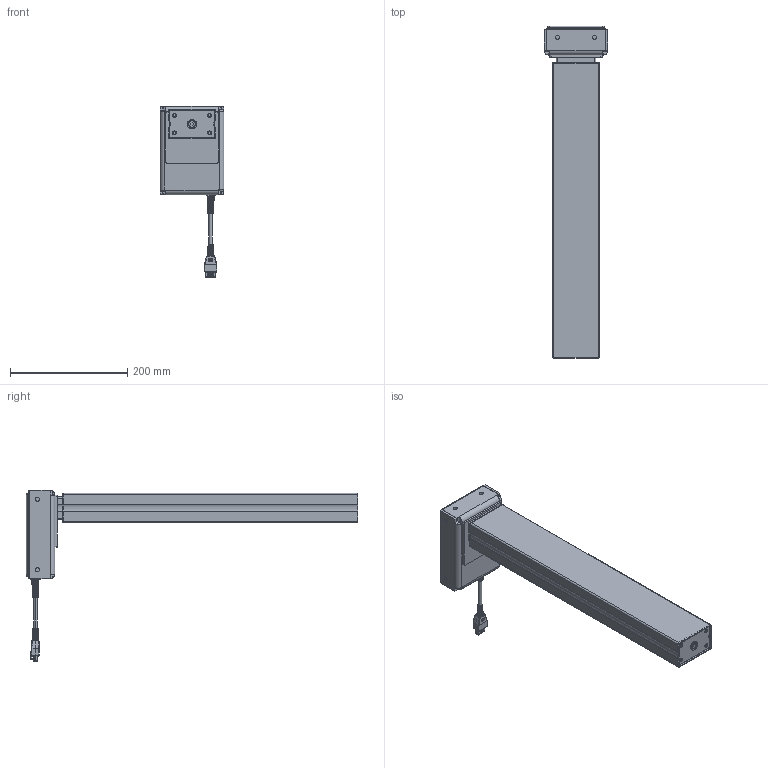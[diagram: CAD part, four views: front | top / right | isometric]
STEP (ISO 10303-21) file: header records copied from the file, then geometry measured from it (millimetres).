
FILE_DESCRIPTION (( 'STEP AP203' ), '1' );
FILE_NAME ('DD 21.STEP', '2017-06-30T08:47:35', ( 'admin' ), ( 'Hewlett-Packard Company' ), 'SwSTEP 2.0', 'SolidWorks 2016', '' );
FILE_SCHEMA (( 'CONFIG_CONTROL_DESIGN' ));
Length unit declared in the file: millimetre
Products named in the file (1): DD 21
Bounding box: 108.6 x 565.25 x 291.41 mm (x, y, z)
Volume: 2832176.3 mm3; surface area: 202554 mm2
Topology: 1 solids, 1 shells, 1079 faces, 2704 edges, 1724 vertices
Faces by surface type: plane 671, cylinder 175, cone 121, bspline 78, torus 34
Entity records: 33251 total; most frequent: CARTESIAN_POINT 7608, ORIENTED_EDGE 5408, DIRECTION 5166, EDGE_CURVE 2704, LINE 1758, VECTOR 1758, VERTEX_POINT 1724, AXIS2_PLACEMENT_3D 1704
